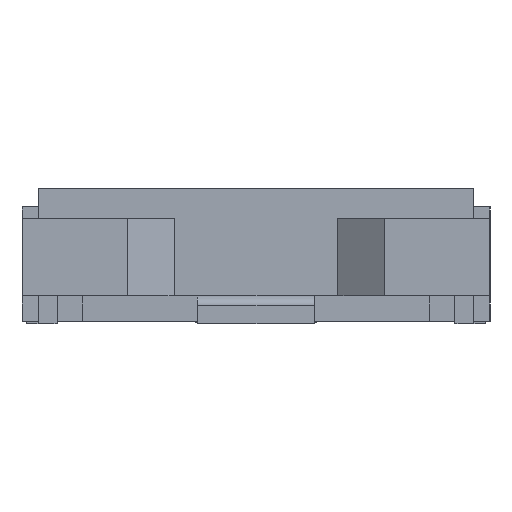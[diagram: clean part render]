
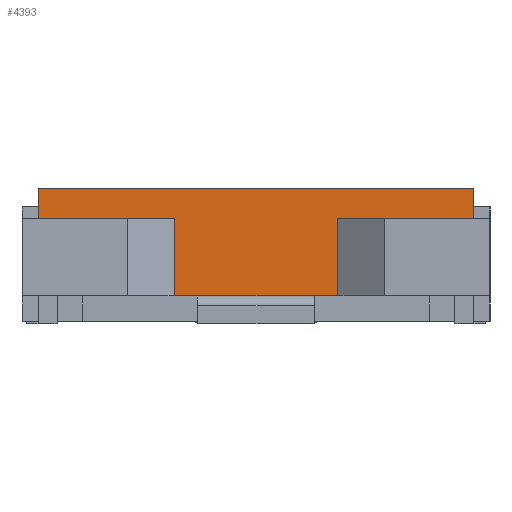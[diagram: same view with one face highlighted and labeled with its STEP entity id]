
A CAD part, left-side view. The second image highlights one B-rep face of the part: STEP entity #4393.
In plain terms, the highlighted planar face has unit normal (-1, 0, 0).
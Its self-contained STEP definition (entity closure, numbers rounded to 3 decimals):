
#2328=VERTEX_POINT('',#2329);
#2329=CARTESIAN_POINT('',(-2.888,-0.93,0.44));
#2362=VERTEX_POINT('',#2363);
#2363=CARTESIAN_POINT('',(-2.888,-0.93,0.57));
#2369=EDGE_CURVE('',#2362,#2328,#2370,.T.);
#2370=LINE('',#2371,#2372);
#2371=CARTESIAN_POINT('',(-2.888,-0.93,0.44));
#2372=VECTOR('',#2373,1.0);
#2373=DIRECTION('',(0.0,0.0,-1.0));
#2386=VERTEX_POINT('',#2387);
#2387=CARTESIAN_POINT('',(-2.888,0.93,0.44));
#2393=EDGE_CURVE('',#2386,#2394,#2396,.F.);
#2394=VERTEX_POINT('',#2395);
#2395=CARTESIAN_POINT('',(-2.888,0.93,0.57));
#2396=LINE('',#2397,#2398);
#2397=CARTESIAN_POINT('',(-2.888,0.93,0.44));
#2398=VECTOR('',#2399,1.0);
#2399=DIRECTION('',(0.0,0.0,-1.0));
#3309=EDGE_CURVE('',#2394,#2362,#3310,.F.);
#3310=LINE('',#3311,#3312);
#3311=CARTESIAN_POINT('',(-2.888,-0.93,0.57));
#3312=VECTOR('',#3313,1.0);
#3313=DIRECTION('',(0.0,1.0,0.0));
#4393=ADVANCED_FACE('',(#4394),#4453,.F.);
#4394=FACE_BOUND('',#4395,.T.);
#4395=EDGE_LOOP('',(#4396,#4406,#4414,#4420,#4421,#4422,#4423,#4431,#4439,#4447));
#4396=ORIENTED_EDGE('',*,*,#4397,.T.);
#4397=EDGE_CURVE('',#4398,#4400,#4402,.F.);
#4398=VERTEX_POINT('',#4399);
#4399=CARTESIAN_POINT('',(-2.888,-0.25,0.11));
#4400=VERTEX_POINT('',#4401);
#4401=CARTESIAN_POINT('',(-2.888,-0.35,0.11));
#4402=LINE('',#4403,#4404);
#4403=CARTESIAN_POINT('',(-2.888,-0.35,0.11));
#4404=VECTOR('',#4405,1.0);
#4405=DIRECTION('',(0.0,1.0,0.0));
#4406=ORIENTED_EDGE('',*,*,#4407,.T.);
#4407=EDGE_CURVE('',#4400,#4408,#4410,.T.);
#4408=VERTEX_POINT('',#4409);
#4409=CARTESIAN_POINT('',(-2.888,-0.35,0.44));
#4410=LINE('',#4411,#4412);
#4411=CARTESIAN_POINT('',(-2.888,-0.35,-5.073));
#4412=VECTOR('',#4413,1.0);
#4413=DIRECTION('',(0.0,0.0,1.0));
#4414=ORIENTED_EDGE('',*,*,#4415,.T.);
#4415=EDGE_CURVE('',#4408,#2328,#4416,.T.);
#4416=LINE('',#4417,#4418);
#4417=CARTESIAN_POINT('',(-2.888,-0.93,0.44));
#4418=VECTOR('',#4419,1.0);
#4419=DIRECTION('',(0.0,-1.0,0.0));
#4420=ORIENTED_EDGE('',*,*,#2369,.F.);
#4421=ORIENTED_EDGE('',*,*,#3309,.F.);
#4422=ORIENTED_EDGE('',*,*,#2393,.F.);
#4423=ORIENTED_EDGE('',*,*,#4424,.T.);
#4424=EDGE_CURVE('',#2386,#4425,#4427,.T.);
#4425=VERTEX_POINT('',#4426);
#4426=CARTESIAN_POINT('',(-2.888,0.35,0.44));
#4427=LINE('',#4428,#4429);
#4428=CARTESIAN_POINT('',(-2.888,-0.93,0.44));
#4429=VECTOR('',#4430,1.0);
#4430=DIRECTION('',(0.0,-1.0,0.0));
#4431=ORIENTED_EDGE('',*,*,#4432,.T.);
#4432=EDGE_CURVE('',#4425,#4433,#4435,.F.);
#4433=VERTEX_POINT('',#4434);
#4434=CARTESIAN_POINT('',(-2.888,0.35,0.11));
#4435=LINE('',#4436,#4437);
#4436=CARTESIAN_POINT('',(-2.888,0.35,-5.073));
#4437=VECTOR('',#4438,1.0);
#4438=DIRECTION('',(0.0,0.0,1.0));
#4439=ORIENTED_EDGE('',*,*,#4440,.T.);
#4440=EDGE_CURVE('',#4433,#4441,#4443,.F.);
#4441=VERTEX_POINT('',#4442);
#4442=CARTESIAN_POINT('',(-2.888,0.25,0.11));
#4443=LINE('',#4444,#4445);
#4444=CARTESIAN_POINT('',(-2.888,-0.35,0.11));
#4445=VECTOR('',#4446,1.0);
#4446=DIRECTION('',(0.0,1.0,0.0));
#4447=ORIENTED_EDGE('',*,*,#4448,.T.);
#4448=EDGE_CURVE('',#4441,#4398,#4449,.F.);
#4449=LINE('',#4450,#4451);
#4450=CARTESIAN_POINT('',(-2.888,-0.35,0.11));
#4451=VECTOR('',#4452,1.0);
#4452=DIRECTION('',(0.0,1.0,0.0));
#4453=PLANE('',#4454);
#4454=AXIS2_PLACEMENT_3D('',#4455,#4456,#4457);
#4455=CARTESIAN_POINT('',(-2.888,-0.93,0.44));
#4456=DIRECTION('',(1.0,0.0,0.0));
#4457=DIRECTION('',(0.0,0.0,-1.0));
